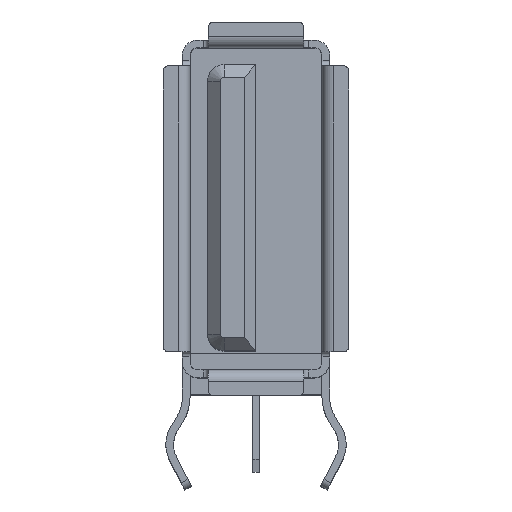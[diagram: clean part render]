
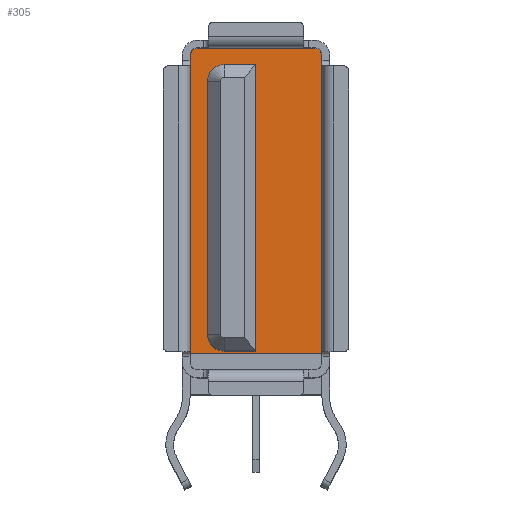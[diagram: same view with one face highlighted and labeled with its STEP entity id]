
A CAD part, top view. The second image highlights one B-rep face of the part: STEP entity #305.
In plain terms, the highlighted planar face has unit normal (0, 0, 1).
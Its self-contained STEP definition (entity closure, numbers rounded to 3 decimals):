
#305=ADVANCED_FACE('',(#1091,#1092),#1093,.T.);
#1091=FACE_OUTER_BOUND('',#2389,.T.);
#1092=FACE_BOUND('',#2390,.T.);
#1093=PLANE('',#2391);
#2389=EDGE_LOOP('',(#5552,#5553,#5554,#5555,#5556,#5557,#5558,#5559,#5560,#5561));
#2390=EDGE_LOOP('',(#5562,#5563,#5564,#5565,#5566,#5567));
#2391=AXIS2_PLACEMENT_3D('',#5568,#5569,#5570);
#5552=ORIENTED_EDGE('',*,*,#8129,.T.);
#5553=ORIENTED_EDGE('',*,*,#8343,.T.);
#5554=ORIENTED_EDGE('',*,*,#8239,.F.);
#5555=ORIENTED_EDGE('',*,*,#8317,.F.);
#5556=ORIENTED_EDGE('',*,*,#7630,.T.);
#5557=ORIENTED_EDGE('',*,*,#7620,.T.);
#5558=ORIENTED_EDGE('',*,*,#7585,.T.);
#5559=ORIENTED_EDGE('',*,*,#8344,.T.);
#5560=ORIENTED_EDGE('',*,*,#7749,.T.);
#5561=ORIENTED_EDGE('',*,*,#8077,.T.);
#5562=ORIENTED_EDGE('',*,*,#8345,.F.);
#5563=ORIENTED_EDGE('',*,*,#8346,.F.);
#5564=ORIENTED_EDGE('',*,*,#8347,.F.);
#5565=ORIENTED_EDGE('',*,*,#8348,.F.);
#5566=ORIENTED_EDGE('',*,*,#8349,.F.);
#5567=ORIENTED_EDGE('',*,*,#8350,.F.);
#5568=CARTESIAN_POINT('',(0.0,0.0,-15.0));
#5569=DIRECTION('',(0.0,0.0,1.0));
#5570=DIRECTION('',(1.0,0.0,0.0));
#7585=EDGE_CURVE('',#9178,#9176,#9179,.T.);
#7620=EDGE_CURVE('',#9236,#9178,#9237,.T.);
#7630=EDGE_CURVE('',#9254,#9236,#9255,.T.);
#7749=EDGE_CURVE('',#9476,#9474,#9477,.T.);
#8077=EDGE_CURVE('',#9474,#10004,#10006,.T.);
#8129=EDGE_CURVE('',#10004,#10088,#10090,.T.);
#8239=EDGE_CURVE('',#10270,#10272,#10273,.T.);
#8317=EDGE_CURVE('',#9254,#10270,#10393,.T.);
#8343=EDGE_CURVE('',#10088,#10272,#10430,.T.);
#8344=EDGE_CURVE('',#9176,#9476,#10431,.T.);
#8345=EDGE_CURVE('',#10432,#10433,#10434,.T.);
#8346=EDGE_CURVE('',#10435,#10432,#10436,.T.);
#8347=EDGE_CURVE('',#10437,#10435,#10438,.T.);
#8348=EDGE_CURVE('',#10439,#10437,#10440,.T.);
#8349=EDGE_CURVE('',#10441,#10439,#10442,.T.);
#8350=EDGE_CURVE('',#10433,#10441,#10443,.T.);
#9176=VERTEX_POINT('',#11616);
#9178=VERTEX_POINT('',#11619);
#9179=LINE('',#11620,#11621);
#9236=VERTEX_POINT('',#11698);
#9237=CIRCLE('',#11699,0.3);
#9254=VERTEX_POINT('',#11722);
#9255=LINE('',#11723,#11724);
#9474=VERTEX_POINT('',#12012);
#9476=VERTEX_POINT('',#12015);
#9477=LINE('',#12016,#12017);
#10004=VERTEX_POINT('',#12758);
#10006=LINE('',#12761,#12762);
#10088=VERTEX_POINT('',#12885);
#10090=LINE('',#12888,#12889);
#10270=VERTEX_POINT('',#13170);
#10272=VERTEX_POINT('',#13173);
#10273=LINE('',#13174,#13175);
#10393=LINE('',#13352,#13353);
#10430=LINE('',#13407,#13408);
#10431=CIRCLE('',#13409,0.3);
#10432=VERTEX_POINT('',#13410);
#10433=VERTEX_POINT('',#13411);
#10434=CIRCLE('',#13412,0.637);
#10435=VERTEX_POINT('',#13413);
#10436=LINE('',#13414,#13415);
#10437=VERTEX_POINT('',#13416);
#10438=CIRCLE('',#13417,0.637);
#10439=VERTEX_POINT('',#13418);
#10440=LINE('',#13419,#13420);
#10441=VERTEX_POINT('',#13421);
#10442=LINE('',#13422,#13423);
#10443=LINE('',#13424,#13425);
#11616=CARTESIAN_POINT('',(-2.26,12.8,-15.0));
#11619=CARTESIAN_POINT('',(2.26,12.8,-15.0));
#11620=CARTESIAN_POINT('',(2.26,12.8,-15.0));
#11621=VECTOR('',#14708,4.52);
#11698=CARTESIAN_POINT('',(2.56,12.5,-15.0));
#11699=AXIS2_PLACEMENT_3D('',#14771,#14772,#14773);
#11722=CARTESIAN_POINT('',(2.56,0.6,-15.0));
#11723=CARTESIAN_POINT('',(2.56,0.6,-15.0));
#11724=VECTOR('',#14789,11.9);
#12012=CARTESIAN_POINT('',(-2.56,0.6,-15.0));
#12015=CARTESIAN_POINT('',(-2.56,12.5,-15.0));
#12016=CARTESIAN_POINT('',(-2.56,12.5,-15.0));
#12017=VECTOR('',#15004,11.9);
#12758=CARTESIAN_POINT('',(-2.55,0.6,-15.0));
#12761=CARTESIAN_POINT('',(-2.56,0.6,-15.0));
#12762=VECTOR('',#15616,0.01);
#12885=CARTESIAN_POINT('',(-2.55,0.934,-15.0));
#12888=CARTESIAN_POINT('',(-2.55,0.6,-15.0));
#12889=VECTOR('',#15697,0.334);
#13170=CARTESIAN_POINT('',(2.55,0.6,-15.0));
#13173=CARTESIAN_POINT('',(2.55,0.934,-15.0));
#13174=CARTESIAN_POINT('',(2.55,0.6,-15.0));
#13175=VECTOR('',#15821,0.334);
#13352=CARTESIAN_POINT('',(2.56,0.6,-15.0));
#13353=VECTOR('',#15950,0.01);
#13407=CARTESIAN_POINT('',(-2.55,0.934,-15.0));
#13408=VECTOR('',#15992,5.1);
#13409=AXIS2_PLACEMENT_3D('',#15993,#15994,#15995);
#13410=CARTESIAN_POINT('',(-1.877,1.688,-15.0));
#13411=CARTESIAN_POINT('',(-1.24,1.05,-15.0));
#13412=AXIS2_PLACEMENT_3D('',#15996,#15997,#15998);
#13413=CARTESIAN_POINT('',(-1.877,11.511,-15.0));
#13414=CARTESIAN_POINT('',(-1.877,11.511,-15.0));
#13415=VECTOR('',#15999,9.824);
#13416=CARTESIAN_POINT('',(-1.24,12.149,-15.0));
#13417=AXIS2_PLACEMENT_3D('',#16000,#16001,#16002);
#13418=CARTESIAN_POINT('',(-0.034,12.149,-15.0));
#13419=CARTESIAN_POINT('',(-0.034,12.149,-15.0));
#13420=VECTOR('',#16003,1.205);
#13421=CARTESIAN_POINT('',(-0.034,1.05,-15.0));
#13422=CARTESIAN_POINT('',(-0.034,1.05,-15.0));
#13423=VECTOR('',#16004,11.098);
#13424=CARTESIAN_POINT('',(-1.24,1.05,-15.0));
#13425=VECTOR('',#16005,1.205);
#14708=DIRECTION('',(-1.0,0.0,0.0));
#14771=CARTESIAN_POINT('',(2.26,12.5,-15.0));
#14772=DIRECTION('',(0.0,0.0,1.0));
#14773=DIRECTION('',(1.0,0.0,0.0));
#14789=DIRECTION('',(0.0,1.0,0.0));
#15004=DIRECTION('',(0.0,-1.0,0.0));
#15616=DIRECTION('',(1.0,0.,0.0));
#15697=DIRECTION('',(0.0,1.0,0.0));
#15821=DIRECTION('',(0.0,1.0,0.0));
#15950=DIRECTION('',(-1.0,0.0,0.0));
#15992=DIRECTION('',(1.0,0.0,0.0));
#15993=CARTESIAN_POINT('',(-2.26,12.5,-15.0));
#15994=DIRECTION('',(0.0,0.0,1.0));
#15995=DIRECTION('',(0.,1.0,0.0));
#15996=CARTESIAN_POINT('',(-1.24,1.688,-15.0));
#15997=DIRECTION('',(0.0,0.0,1.0));
#15998=DIRECTION('',(-1.,0.,0.0));
#15999=DIRECTION('',(0.0,-1.0,0.0));
#16000=CARTESIAN_POINT('',(-1.24,11.511,-15.0));
#16001=DIRECTION('',(0.0,-0.0,1.0));
#16002=DIRECTION('',(0.0,1.0,0.0));
#16003=DIRECTION('',(-1.0,0.0,0.0));
#16004=DIRECTION('',(0.0,1.0,0.0));
#16005=DIRECTION('',(1.0,0.0,0.0));
